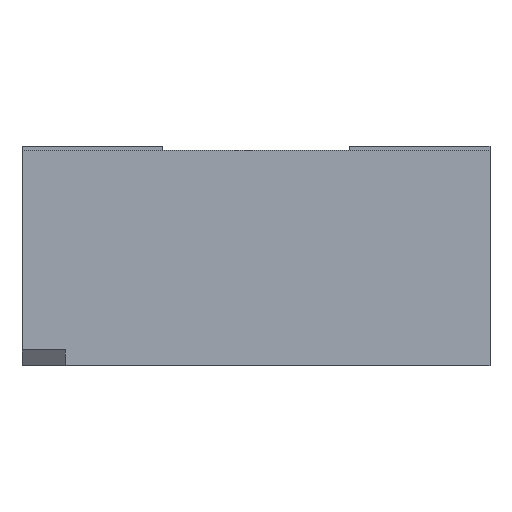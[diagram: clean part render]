
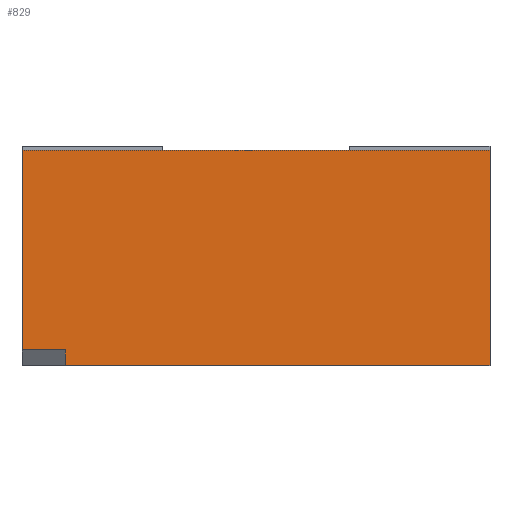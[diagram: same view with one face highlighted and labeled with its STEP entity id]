
A CAD part, top view. The second image highlights one B-rep face of the part: STEP entity #829.
In plain terms, the highlighted planar face has unit normal (0, 0, 1).
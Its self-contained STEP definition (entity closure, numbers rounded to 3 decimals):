
#24 = VERTEX_POINT('',#25);
#25 = CARTESIAN_POINT('',(-1.5,0.69,1.5));
#32 = PLANE('',#33);
#33 = AXIS2_PLACEMENT_3D('',#34,#35,#36);
#34 = CARTESIAN_POINT('',(-1.5,0.69,0.));
#35 = DIRECTION('',(0.,1.,0.));
#36 = DIRECTION('',(1.,0.,0.));
#44 = PLANE('',#45);
#45 = AXIS2_PLACEMENT_3D('',#46,#47,#48);
#46 = CARTESIAN_POINT('',(-1.5,-0.69,0.));
#47 = DIRECTION('',(-1.,0.,0.));
#48 = DIRECTION('',(0.,1.,0.));
#56 = EDGE_CURVE('',#24,#57,#59,.T.);
#57 = VERTEX_POINT('',#58);
#58 = CARTESIAN_POINT('',(1.5,0.69,1.5));
#59 = SURFACE_CURVE('',#60,(#64,#71),.PCURVE_S1.);
#60 = LINE('',#61,#62);
#61 = CARTESIAN_POINT('',(-1.5,0.69,1.5));
#62 = VECTOR('',#63,1.);
#63 = DIRECTION('',(1.,0.,0.));
#64 = PCURVE('',#32,#65);
#65 = DEFINITIONAL_REPRESENTATION('',(#66),#70);
#66 = LINE('',#67,#68);
#67 = CARTESIAN_POINT('',(0.,-1.5));
#68 = VECTOR('',#69,1.);
#69 = DIRECTION('',(1.,0.));
#70 = ( GEOMETRIC_REPRESENTATION_CONTEXT(2) 
PARAMETRIC_REPRESENTATION_CONTEXT() REPRESENTATION_CONTEXT('2D SPACE',''
  ) );
#71 = PCURVE('',#72,#77);
#72 = PLANE('',#73);
#73 = AXIS2_PLACEMENT_3D('',#74,#75,#76);
#74 = CARTESIAN_POINT('',(0.,0.,1.5));
#75 = DIRECTION('',(0.,0.,1.));
#76 = DIRECTION('',(1.,0.,0.));
#77 = DEFINITIONAL_REPRESENTATION('',(#78),#82);
#78 = LINE('',#79,#80);
#79 = CARTESIAN_POINT('',(-1.5,0.69));
#80 = VECTOR('',#81,1.);
#81 = DIRECTION('',(1.,0.));
#82 = ( GEOMETRIC_REPRESENTATION_CONTEXT(2) 
PARAMETRIC_REPRESENTATION_CONTEXT() REPRESENTATION_CONTEXT('2D SPACE',''
  ) );
#100 = PLANE('',#101);
#101 = AXIS2_PLACEMENT_3D('',#102,#103,#104);
#102 = CARTESIAN_POINT('',(1.5,0.69,0.));
#103 = DIRECTION('',(1.,0.,0.));
#104 = DIRECTION('',(0.,-1.,0.));
#241 = PLANE('',#242);
#242 = AXIS2_PLACEMENT_3D('',#243,#244,#245);
#243 = CARTESIAN_POINT('',(1.5,-0.69,0.));
#244 = DIRECTION('',(0.,-1.,0.));
#245 = DIRECTION('',(-1.,0.,0.));
#268 = PLANE('',#269);
#269 = AXIS2_PLACEMENT_3D('',#270,#271,#272);
#270 = CARTESIAN_POINT('',(-0.947,-0.69,1.777));
#271 = DIRECTION('',(-0.707,0.,0.707)
  );
#272 = DIRECTION('',(-0.707,0.,-0.707
    ));
#280 = VERTEX_POINT('',#281);
#281 = CARTESIAN_POINT('',(-1.5,-0.59,1.5));
#294 = PLANE('',#295);
#295 = AXIS2_PLACEMENT_3D('',#296,#297,#298);
#296 = CARTESIAN_POINT('',(-1.433,-0.59,0.75));
#297 = DIRECTION('',(0.,1.,0.));
#298 = DIRECTION('',(0.,0.,1.));
#305 = EDGE_CURVE('',#280,#24,#306,.T.);
#306 = SURFACE_CURVE('',#307,(#311,#318),.PCURVE_S1.);
#307 = LINE('',#308,#309);
#308 = CARTESIAN_POINT('',(-1.5,-0.69,1.5));
#309 = VECTOR('',#310,1.);
#310 = DIRECTION('',(0.,1.,0.));
#311 = PCURVE('',#44,#312);
#312 = DEFINITIONAL_REPRESENTATION('',(#313),#317);
#313 = LINE('',#314,#315);
#314 = CARTESIAN_POINT('',(0.,-1.5));
#315 = VECTOR('',#316,1.);
#316 = DIRECTION('',(1.,0.));
#317 = ( GEOMETRIC_REPRESENTATION_CONTEXT(2) 
PARAMETRIC_REPRESENTATION_CONTEXT() REPRESENTATION_CONTEXT('2D SPACE',''
  ) );
#318 = PCURVE('',#72,#319);
#319 = DEFINITIONAL_REPRESENTATION('',(#320),#324);
#320 = LINE('',#321,#322);
#321 = CARTESIAN_POINT('',(-1.5,-0.69));
#322 = VECTOR('',#323,1.);
#323 = DIRECTION('',(0.,1.));
#324 = ( GEOMETRIC_REPRESENTATION_CONTEXT(2) 
PARAMETRIC_REPRESENTATION_CONTEXT() REPRESENTATION_CONTEXT('2D SPACE',''
  ) );
#406 = EDGE_CURVE('',#57,#407,#409,.T.);
#407 = VERTEX_POINT('',#408);
#408 = CARTESIAN_POINT('',(1.5,-0.69,1.5));
#409 = SURFACE_CURVE('',#410,(#414,#421),.PCURVE_S1.);
#410 = LINE('',#411,#412);
#411 = CARTESIAN_POINT('',(1.5,0.69,1.5));
#412 = VECTOR('',#413,1.);
#413 = DIRECTION('',(0.,-1.,0.));
#414 = PCURVE('',#100,#415);
#415 = DEFINITIONAL_REPRESENTATION('',(#416),#420);
#416 = LINE('',#417,#418);
#417 = CARTESIAN_POINT('',(0.,-1.5));
#418 = VECTOR('',#419,1.);
#419 = DIRECTION('',(1.,0.));
#420 = ( GEOMETRIC_REPRESENTATION_CONTEXT(2) 
PARAMETRIC_REPRESENTATION_CONTEXT() REPRESENTATION_CONTEXT('2D SPACE',''
  ) );
#421 = PCURVE('',#72,#422);
#422 = DEFINITIONAL_REPRESENTATION('',(#423),#427);
#423 = LINE('',#424,#425);
#424 = CARTESIAN_POINT('',(1.5,0.69));
#425 = VECTOR('',#426,1.);
#426 = DIRECTION('',(0.,-1.));
#427 = ( GEOMETRIC_REPRESENTATION_CONTEXT(2) 
PARAMETRIC_REPRESENTATION_CONTEXT() REPRESENTATION_CONTEXT('2D SPACE',''
  ) );
#829 = ADVANCED_FACE('',(#830),#72,.T.);
#830 = FACE_BOUND('',#831,.T.);
#831 = EDGE_LOOP('',(#832,#833,#834,#855,#876,#897));
#832 = ORIENTED_EDGE('',*,*,#56,.F.);
#833 = ORIENTED_EDGE('',*,*,#305,.F.);
#834 = ORIENTED_EDGE('',*,*,#835,.F.);
#835 = EDGE_CURVE('',#836,#280,#838,.T.);
#836 = VERTEX_POINT('',#837);
#837 = CARTESIAN_POINT('',(-1.223,-0.59,1.5));
#838 = SURFACE_CURVE('',#839,(#843,#849),.PCURVE_S1.);
#839 = LINE('',#840,#841);
#840 = CARTESIAN_POINT('',(-0.716,-0.59,1.5));
#841 = VECTOR('',#842,1.);
#842 = DIRECTION('',(-1.,0.,0.));
#843 = PCURVE('',#72,#844);
#844 = DEFINITIONAL_REPRESENTATION('',(#845),#848);
#845 = B_SPLINE_CURVE_WITH_KNOTS('',1,(#846,#847),.UNSPECIFIED.,.F.,.F.,
  (2,2),(0.23,0.784),.PIECEWISE_BEZIER_KNOTS.);
#846 = CARTESIAN_POINT('',(-0.947,-0.59));
#847 = CARTESIAN_POINT('',(-1.5,-0.59));
#848 = ( GEOMETRIC_REPRESENTATION_CONTEXT(2) 
PARAMETRIC_REPRESENTATION_CONTEXT() REPRESENTATION_CONTEXT('2D SPACE',''
  ) );
#849 = PCURVE('',#294,#850);
#850 = DEFINITIONAL_REPRESENTATION('',(#851),#854);
#851 = B_SPLINE_CURVE_WITH_KNOTS('',1,(#852,#853),.UNSPECIFIED.,.F.,.F.,
  (2,2),(0.23,0.784),.PIECEWISE_BEZIER_KNOTS.);
#852 = CARTESIAN_POINT('',(0.75,0.486));
#853 = CARTESIAN_POINT('',(0.75,-0.067));
#854 = ( GEOMETRIC_REPRESENTATION_CONTEXT(2) 
PARAMETRIC_REPRESENTATION_CONTEXT() REPRESENTATION_CONTEXT('2D SPACE',''
  ) );
#855 = ORIENTED_EDGE('',*,*,#856,.T.);
#856 = EDGE_CURVE('',#836,#857,#859,.T.);
#857 = VERTEX_POINT('',#858);
#858 = CARTESIAN_POINT('',(-1.223,-0.69,1.5));
#859 = SURFACE_CURVE('',#860,(#864,#870),.PCURVE_S1.);
#860 = LINE('',#861,#862);
#861 = CARTESIAN_POINT('',(-1.223,-0.345,1.5));
#862 = VECTOR('',#863,1.);
#863 = DIRECTION('',(0.,-1.,0.));
#864 = PCURVE('',#72,#865);
#865 = DEFINITIONAL_REPRESENTATION('',(#866),#869);
#866 = B_SPLINE_CURVE_WITH_KNOTS('',1,(#867,#868),.UNSPECIFIED.,.F.,.F.,
  (2,2),(0.245,0.345),.PIECEWISE_BEZIER_KNOTS.);
#867 = CARTESIAN_POINT('',(-1.223,-0.59));
#868 = CARTESIAN_POINT('',(-1.223,-0.69));
#869 = ( GEOMETRIC_REPRESENTATION_CONTEXT(2) 
PARAMETRIC_REPRESENTATION_CONTEXT() REPRESENTATION_CONTEXT('2D SPACE',''
  ) );
#870 = PCURVE('',#268,#871);
#871 = DEFINITIONAL_REPRESENTATION('',(#872),#875);
#872 = B_SPLINE_CURVE_WITH_KNOTS('',1,(#873,#874),.UNSPECIFIED.,.F.,.F.,
  (2,2),(0.245,0.345),.PIECEWISE_BEZIER_KNOTS.);
#873 = CARTESIAN_POINT('',(0.391,-0.1));
#874 = CARTESIAN_POINT('',(0.391,0.));
#875 = ( GEOMETRIC_REPRESENTATION_CONTEXT(2) 
PARAMETRIC_REPRESENTATION_CONTEXT() REPRESENTATION_CONTEXT('2D SPACE',''
  ) );
#876 = ORIENTED_EDGE('',*,*,#877,.F.);
#877 = EDGE_CURVE('',#407,#857,#878,.T.);
#878 = SURFACE_CURVE('',#879,(#883,#890),.PCURVE_S1.);
#879 = LINE('',#880,#881);
#880 = CARTESIAN_POINT('',(1.5,-0.69,1.5));
#881 = VECTOR('',#882,1.);
#882 = DIRECTION('',(-1.,0.,0.));
#883 = PCURVE('',#72,#884);
#884 = DEFINITIONAL_REPRESENTATION('',(#885),#889);
#885 = LINE('',#886,#887);
#886 = CARTESIAN_POINT('',(1.5,-0.69));
#887 = VECTOR('',#888,1.);
#888 = DIRECTION('',(-1.,0.));
#889 = ( GEOMETRIC_REPRESENTATION_CONTEXT(2) 
PARAMETRIC_REPRESENTATION_CONTEXT() REPRESENTATION_CONTEXT('2D SPACE',''
  ) );
#890 = PCURVE('',#241,#891);
#891 = DEFINITIONAL_REPRESENTATION('',(#892),#896);
#892 = LINE('',#893,#894);
#893 = CARTESIAN_POINT('',(0.,-1.5));
#894 = VECTOR('',#895,1.);
#895 = DIRECTION('',(1.,0.));
#896 = ( GEOMETRIC_REPRESENTATION_CONTEXT(2) 
PARAMETRIC_REPRESENTATION_CONTEXT() REPRESENTATION_CONTEXT('2D SPACE',''
  ) );
#897 = ORIENTED_EDGE('',*,*,#406,.F.);
